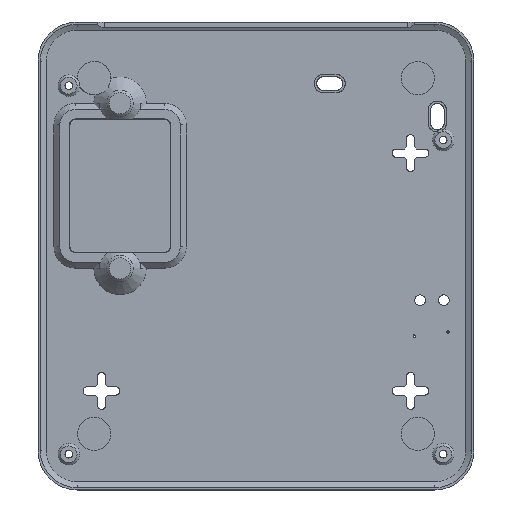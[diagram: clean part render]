
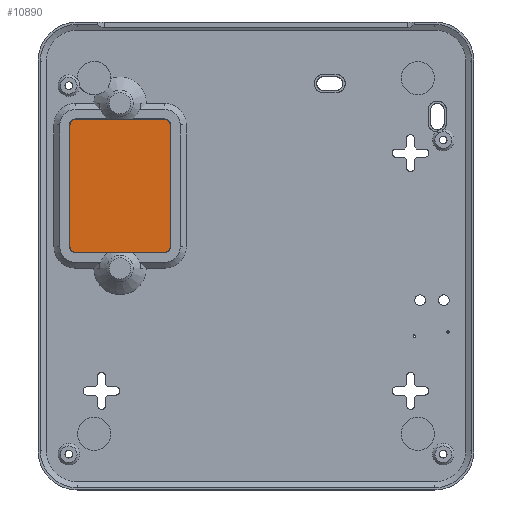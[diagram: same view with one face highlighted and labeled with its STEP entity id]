
A CAD part, top view. The second image highlights one B-rep face of the part: STEP entity #10890.
In plain terms, the highlighted planar face has unit normal (0, 0, 1).
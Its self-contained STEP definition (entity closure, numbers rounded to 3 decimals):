
#131=PLANE('',#11573);
#600=FACE_OUTER_BOUND('',#1204,.T.);
#1204=EDGE_LOOP('',(#7872,#7873,#7874,#7875,#7876,#7877,#7878,#7879));
#1862=CIRCLE('',#11559,2.25);
#1864=CIRCLE('',#11563,2.25);
#1866=CIRCLE('',#11568,2.25);
#1868=CIRCLE('',#11572,2.25);
#2265=LINE('',#15982,#3641);
#2269=LINE('',#15994,#3645);
#2271=LINE('',#15999,#3647);
#2275=LINE('',#16011,#3651);
#3641=VECTOR('',#12740,10.);
#3645=VECTOR('',#12752,10.);
#3647=VECTOR('',#12756,10.);
#3651=VECTOR('',#12768,10.);
#5089=VERTEX_POINT('',#15972);
#5090=VERTEX_POINT('',#15974);
#5092=VERTEX_POINT('',#15980);
#5094=VERTEX_POINT('',#15986);
#5096=VERTEX_POINT('',#15992);
#5098=VERTEX_POINT('',#15998);
#5100=VERTEX_POINT('',#16004);
#5102=VERTEX_POINT('',#16010);
#6175=EDGE_CURVE('',#5090,#5089,#1862,.T.);
#6179=EDGE_CURVE('',#5089,#5092,#2265,.T.);
#6182=EDGE_CURVE('',#5092,#5094,#1864,.T.);
#6185=EDGE_CURVE('',#5094,#5096,#2269,.T.);
#6187=EDGE_CURVE('',#5098,#5090,#2271,.T.);
#6190=EDGE_CURVE('',#5100,#5098,#1866,.T.);
#6193=EDGE_CURVE('',#5102,#5100,#2275,.T.);
#6196=EDGE_CURVE('',#5096,#5102,#1868,.T.);
#7872=ORIENTED_EDGE('',*,*,#6196,.T.);
#7873=ORIENTED_EDGE('',*,*,#6193,.T.);
#7874=ORIENTED_EDGE('',*,*,#6190,.T.);
#7875=ORIENTED_EDGE('',*,*,#6187,.T.);
#7876=ORIENTED_EDGE('',*,*,#6175,.T.);
#7877=ORIENTED_EDGE('',*,*,#6179,.T.);
#7878=ORIENTED_EDGE('',*,*,#6182,.T.);
#7879=ORIENTED_EDGE('',*,*,#6185,.T.);
#10890=ADVANCED_FACE('',(#600),#131,.F.);
#11559=AXIS2_PLACEMENT_3D('',#15975,#12733,#12734);
#11563=AXIS2_PLACEMENT_3D('',#15988,#12746,#12747);
#11568=AXIS2_PLACEMENT_3D('',#16005,#12762,#12763);
#11572=AXIS2_PLACEMENT_3D('',#16015,#12774,#12775);
#11573=AXIS2_PLACEMENT_3D('',#16016,#12776,#12777);
#12733=DIRECTION('center_axis',(0.,0.,1.));
#12734=DIRECTION('ref_axis',(0.,-1.,0.));
#12740=DIRECTION('',(1.,0.,0.));
#12746=DIRECTION('center_axis',(0.,0.,1.));
#12747=DIRECTION('ref_axis',(1.,0.,0.));
#12752=DIRECTION('',(0.,1.,0.));
#12756=DIRECTION('',(0.,-1.,0.));
#12762=DIRECTION('center_axis',(0.,0.,1.));
#12763=DIRECTION('ref_axis',(-1.,0.,0.));
#12768=DIRECTION('',(-1.,0.,0.));
#12774=DIRECTION('center_axis',(0.,0.,1.));
#12775=DIRECTION('ref_axis',(0.,1.,0.));
#12776=DIRECTION('center_axis',(0.,0.,-1.));
#12777=DIRECTION('ref_axis',(1.,0.,0.));
#15972=CARTESIAN_POINT('',(62.,64.875,-22.498));
#15974=CARTESIAN_POINT('',(59.75,67.125,-22.498));
#15975=CARTESIAN_POINT('Origin',(62.,67.125,-22.498));
#15980=CARTESIAN_POINT('',(99.625,64.875,-22.498));
#15982=CARTESIAN_POINT('',(62.,64.875,-22.498));
#15986=CARTESIAN_POINT('',(101.875,67.125,-22.498));
#15988=CARTESIAN_POINT('Origin',(99.625,67.125,-22.498));
#15992=CARTESIAN_POINT('',(101.875,118.375,-22.498));
#15994=CARTESIAN_POINT('',(101.875,67.125,-22.498));
#15998=CARTESIAN_POINT('',(59.75,118.375,-22.498));
#15999=CARTESIAN_POINT('',(59.75,118.375,-22.498));
#16004=CARTESIAN_POINT('',(62.,120.625,-22.498));
#16005=CARTESIAN_POINT('Origin',(62.,118.375,-22.498));
#16010=CARTESIAN_POINT('',(99.625,120.625,-22.498));
#16011=CARTESIAN_POINT('',(99.625,120.625,-22.498));
#16015=CARTESIAN_POINT('Origin',(99.625,118.375,-22.498));
#16016=CARTESIAN_POINT('Origin',(80.813,92.75,-22.498));
